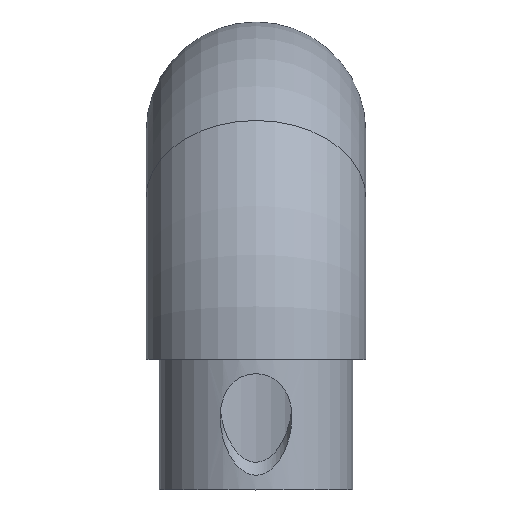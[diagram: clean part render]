
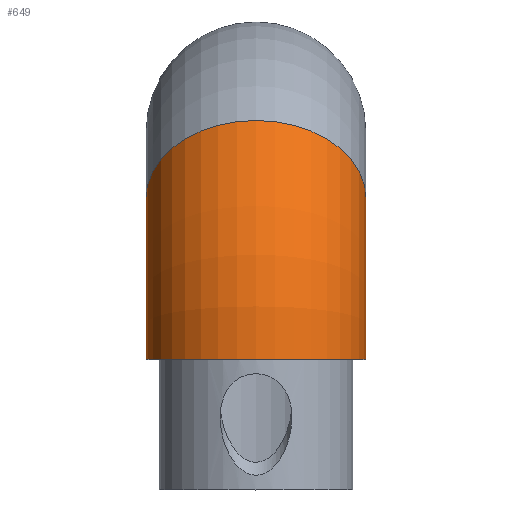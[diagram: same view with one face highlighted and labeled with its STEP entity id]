
A CAD part, top view. The second image highlights one B-rep face of the part: STEP entity #649.
In plain terms, the highlighted toroidal (fillet/blend) face has major radius 35 mm and minor radius 16.85 mm.
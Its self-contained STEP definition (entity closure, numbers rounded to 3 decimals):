
#49=TOROIDAL_SURFACE('',#786,35.,16.85);
#104=CIRCLE('',#787,16.85);
#105=CIRCLE('',#788,18.15);
#106=CIRCLE('',#789,16.85);
#146=FACE_OUTER_BOUND('',#196,.T.);
#196=EDGE_LOOP('',(#496,#497,#498,#499));
#324=VERTEX_POINT('',#1327);
#325=VERTEX_POINT('',#1329);
#390=EDGE_CURVE('',#324,#324,#104,.T.);
#391=EDGE_CURVE('',#324,#325,#105,.T.);
#392=EDGE_CURVE('',#325,#325,#106,.T.);
#496=ORIENTED_EDGE('',*,*,#390,.F.);
#497=ORIENTED_EDGE('',*,*,#391,.T.);
#498=ORIENTED_EDGE('',*,*,#392,.F.);
#499=ORIENTED_EDGE('',*,*,#391,.F.);
#649=ADVANCED_FACE('',(#146),#49,.T.);
#786=AXIS2_PLACEMENT_3D('',#1326,#904,#905);
#787=AXIS2_PLACEMENT_3D('',#1328,#906,#907);
#788=AXIS2_PLACEMENT_3D('',#1330,#908,#909);
#789=AXIS2_PLACEMENT_3D('',#1331,#910,#911);
#904=DIRECTION('center_axis',(1.,0.,0.));
#905=DIRECTION('ref_axis',(0.,0.,-1.));
#906=DIRECTION('center_axis',(0.,-1.,0.));
#907=DIRECTION('ref_axis',(-1.,0.,0.));
#908=DIRECTION('center_axis',(-1.,0.,0.));
#909=DIRECTION('ref_axis',(0.,0.,-1.));
#910=DIRECTION('center_axis',(0.,0.707,-0.707));
#911=DIRECTION('ref_axis',(-1.,0.,0.));
#1326=CARTESIAN_POINT('Origin',(0.,0.,-35.));
#1327=CARTESIAN_POINT('',(0.,0.,-16.85));
#1328=CARTESIAN_POINT('Origin',(0.,0.,0.));
#1329=CARTESIAN_POINT('',(0.,12.834,-22.166));
#1330=CARTESIAN_POINT('Origin',(0.,0.,-35.));
#1331=CARTESIAN_POINT('Origin',(0.,24.749,-10.251));
